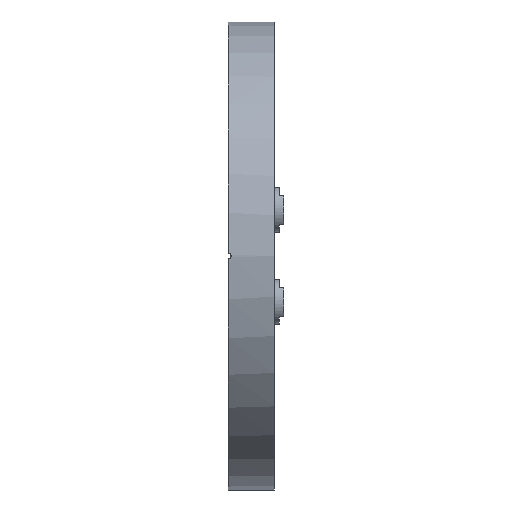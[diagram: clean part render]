
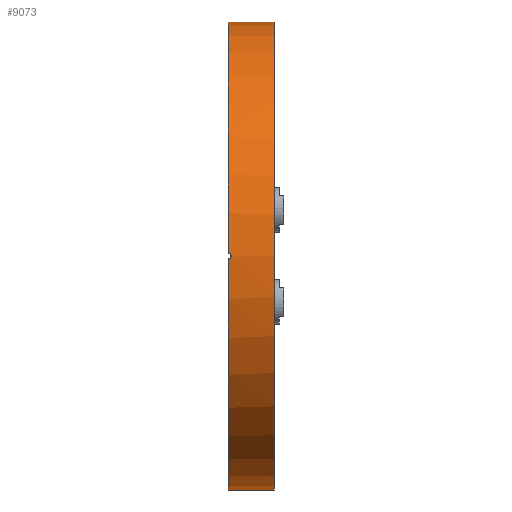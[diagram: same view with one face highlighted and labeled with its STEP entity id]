
A CAD part, left-side view. The second image highlights one B-rep face of the part: STEP entity #9073.
In plain terms, the highlighted cylindrical face has radius 76.2 mm (diameter 152.4 mm), a partial arc.
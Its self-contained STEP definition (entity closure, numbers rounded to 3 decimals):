
#175 = CARTESIAN_POINT ( 'NONE',  ( -76.193, 0., -1. ) ) ;
#385 = LINE ( 'NONE', #10320, #9759 ) ;
#572 = VERTEX_POINT ( 'NONE', #11318 ) ;
#753 = ORIENTED_EDGE ( 'NONE', *, *, #2766, .F. ) ;
#992 = CARTESIAN_POINT ( 'NONE',  ( 0., -15., -76.2 ) ) ;
#1035 = DIRECTION ( 'NONE',  ( 0., 1., 0. ) ) ;
#1053 = CARTESIAN_POINT ( 'NONE',  ( -76.193, 0., 1. ) ) ;
#1083 = CARTESIAN_POINT ( 'NONE',  ( -76.196, -0.615, 0.799 ) ) ;
#1091 = EDGE_CURVE ( 'NONE', #10725, #7389, #10993, .T. ) ;
#1552 = ORIENTED_EDGE ( 'NONE', *, *, #1774, .T. ) ;
#1585 = EDGE_CURVE ( 'NONE', #2933, #1917, #385, .T. ) ;
#1674 = CARTESIAN_POINT ( 'NONE',  ( 0., 0., 0. ) ) ;
#1774 = EDGE_CURVE ( 'NONE', #572, #10419, #10195, .T. ) ;
#1917 = VERTEX_POINT ( 'NONE', #11458 ) ;
#2020 = CARTESIAN_POINT ( 'NONE',  ( -76.198, -0.874, 0.503 ) ) ;
#2044 = CARTESIAN_POINT ( 'NONE',  ( 0., 0., 0. ) ) ;
#2153 = ORIENTED_EDGE ( 'NONE', *, *, #1091, .T. ) ;
#2609 = DIRECTION ( 'NONE',  ( 0., 0., 1. ) ) ;
#2648 = ORIENTED_EDGE ( 'NONE', *, *, #6591, .F. ) ;
#2766 = EDGE_CURVE ( 'NONE', #10725, #10419, #6852, .T. ) ;
#2933 = VERTEX_POINT ( 'NONE', #992 ) ;
#2962 = CARTESIAN_POINT ( 'NONE',  ( -76.2, -1., 0.131 ) ) ;
#2977 = DIRECTION ( 'NONE',  ( 0., 0., 1. ) ) ;
#3029 = VECTOR ( 'NONE', #1035, 1000. ) ;
#3773 = DIRECTION ( 'NONE',  ( 0., 1., 0. ) ) ;
#3877 = CARTESIAN_POINT ( 'NONE',  ( -76.193, -0.132, 1. ) ) ;
#3917 = CARTESIAN_POINT ( 'NONE',  ( -76.2, -0.974, -0.261 ) ) ;
#4342 = CIRCLE ( 'NONE', #11571, 76.2 ) ;
#4735 = CARTESIAN_POINT ( 'NONE',  ( 0., -15., 0. ) ) ;
#4820 = DIRECTION ( 'NONE',  ( 0., 0., 1. ) ) ;
#4852 = CARTESIAN_POINT ( 'NONE',  ( -76.198, -0.801, -0.613 ) ) ;
#4937 = ORIENTED_EDGE ( 'NONE', *, *, #8976, .T. ) ;
#5014 = CARTESIAN_POINT ( 'NONE',  ( 0., 0., 76.2 ) ) ;
#5521 = CYLINDRICAL_SURFACE ( 'NONE', #10091, 76.2 ) ;
#5669 = DIRECTION ( 'NONE',  ( 0., 0., 1. ) ) ;
#5709 = AXIS2_PLACEMENT_3D ( 'NONE', #4735, #11289, #5669 ) ;
#5739 = CARTESIAN_POINT ( 'NONE',  ( -76.194, -0.262, 0.974 ) ) ;
#5771 = CARTESIAN_POINT ( 'NONE',  ( -76.193, -0.264, -1. ) ) ;
#5922 = CARTESIAN_POINT ( 'NONE',  ( -76.193, 0., -1. ) ) ;
#6591 = EDGE_CURVE ( 'NONE', #1917, #7389, #4342, .T. ) ;
#6614 = CARTESIAN_POINT ( 'NONE',  ( 0., -15., 76.2 ) ) ;
#6656 = CARTESIAN_POINT ( 'NONE',  ( -76.195, -0.504, 0.874 ) ) ;
#6674 = CARTESIAN_POINT ( 'NONE',  ( 0., -15., 0. ) ) ;
#6852 = CIRCLE ( 'NONE', #9787, 76.2 ) ;
#7360 = ORIENTED_EDGE ( 'NONE', *, *, #1585, .F. ) ;
#7389 = VERTEX_POINT ( 'NONE', #5922 ) ;
#7609 = CARTESIAN_POINT ( 'NONE',  ( -76.198, -0.799, 0.615 ) ) ;
#7619 = DIRECTION ( 'NONE',  ( 0., 1., 0. ) ) ;
#8227 = DIRECTION ( 'NONE',  ( 0., 1., 0. ) ) ;
#8560 = CARTESIAN_POINT ( 'NONE',  ( -76.2, -0.974, 0.263 ) ) ;
#8576 = DIRECTION ( 'NONE',  ( 0., 1., 0. ) ) ;
#8976 = EDGE_CURVE ( 'NONE', #2933, #572, #11679, .T. ) ;
#9073 = ADVANCED_FACE ( 'NONE', ( #10521 ), #5521, .T. ) ;
#9387 = EDGE_LOOP ( 'NONE', ( #7360, #4937, #1552, #753, #2153, #2648 ) ) ;
#9472 = CARTESIAN_POINT ( 'NONE',  ( -76.193, 0., 1. ) ) ;
#9520 = CARTESIAN_POINT ( 'NONE',  ( -76.2, -1., -0.13 ) ) ;
#9759 = VECTOR ( 'NONE', #3773, 1000. ) ;
#9787 = AXIS2_PLACEMENT_3D ( 'NONE', #2044, #8576, #2977 ) ;
#10091 = AXIS2_PLACEMENT_3D ( 'NONE', #6674, #7619, #4820 ) ;
#10195 = LINE ( 'NONE', #6614, #3029 ) ;
#10320 = CARTESIAN_POINT ( 'NONE',  ( 0., -15., -76.2 ) ) ;
#10419 = VERTEX_POINT ( 'NONE', #5014 ) ;
#10463 = CARTESIAN_POINT ( 'NONE',  ( -76.198, -0.874, -0.503 ) ) ;
#10521 = FACE_OUTER_BOUND ( 'NONE', #9387, .T. ) ;
#10725 = VERTEX_POINT ( 'NONE', #1053 ) ;
#10993 = B_SPLINE_CURVE_WITH_KNOTS ( 'NONE', 3,
 ( #9472, #3877, #5739, #6656, #1083, #7609, #2020, #8560, #2962, #9520, #3917, #10463, #4852, #11397, #5771, #175 ),
 .UNSPECIFIED., .F., .F.,
 ( 4, 2, 2, 2, 2, 2, 2, 4 ),
 ( 0., 0., 0.001, 0.001, 0.002, 0.002, 0.002, 0.003 ),
 .UNSPECIFIED. ) ;
#11289 = DIRECTION ( 'NONE',  ( 0., 1., 0. ) ) ;
#11318 = CARTESIAN_POINT ( 'NONE',  ( 0., -15., 76.2 ) ) ;
#11397 = CARTESIAN_POINT ( 'NONE',  ( -76.195, -0.521, -0.893 ) ) ;
#11458 = CARTESIAN_POINT ( 'NONE',  ( 0., 0., -76.2 ) ) ;
#11571 = AXIS2_PLACEMENT_3D ( 'NONE', #1674, #8227, #2609 ) ;
#11679 = CIRCLE ( 'NONE', #5709, 76.2 ) ;
